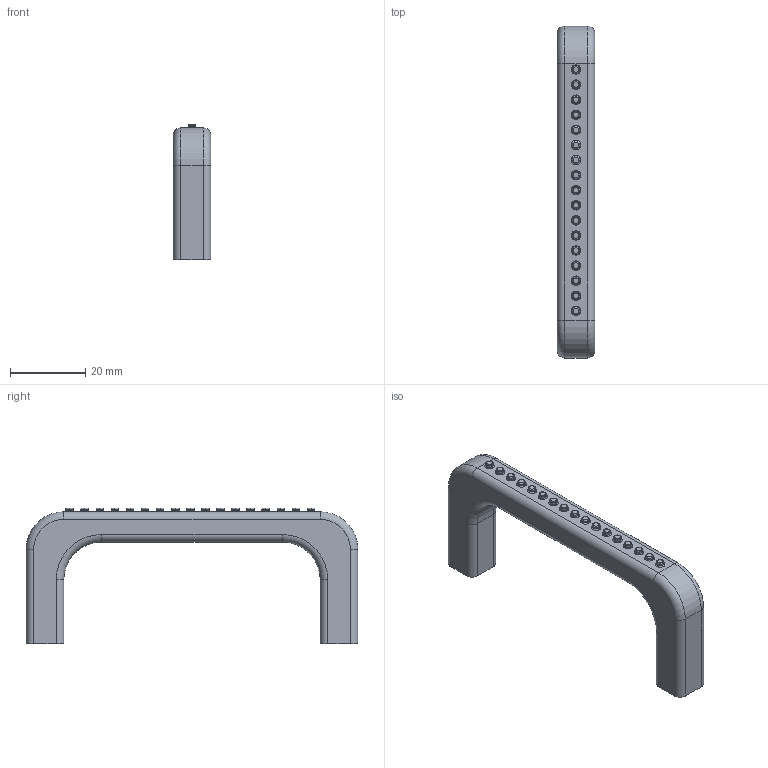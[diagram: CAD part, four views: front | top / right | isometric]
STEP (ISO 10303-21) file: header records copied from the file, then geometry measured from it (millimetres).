
FILE_DESCRIPTION (( 'STEP AP214' ), '1' );
FILE_NAME ('handle.STEP', '2023-07-22T17:09:46', ( '' ), ( '' ), 'SwSTEP 2.0', 'SolidWorks 2021', '' );
FILE_SCHEMA (( 'AUTOMOTIVE_DESIGN' ));
Length unit declared in the file: millimetre
Products named in the file (1): handle
Bounding box: 10 x 88 x 36 mm (x, y, z)
Volume: 11901.3 mm3; surface area: 5130.7 mm2
Topology: 1 solids, 1 shells, 159 faces, 330 edges, 192 vertices
Faces by surface type: torus 76, cylinder 54, plane 29
Entity records: 4298 total; most frequent: DIRECTION 902, CARTESIAN_POINT 682, ORIENTED_EDGE 660, AXIS2_PLACEMENT_3D 412, EDGE_CURVE 330, CIRCLE 252, VERTEX_POINT 192, EDGE_LOOP 178
